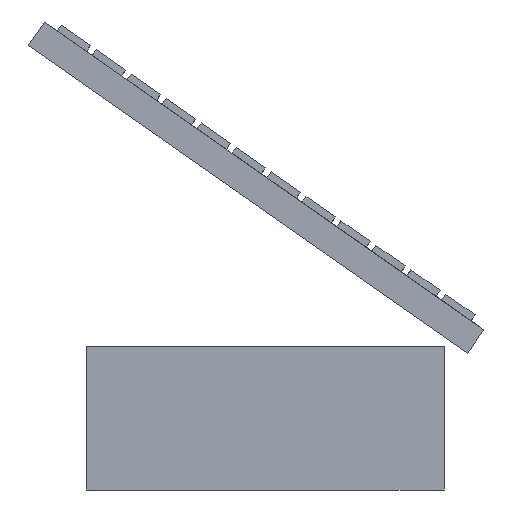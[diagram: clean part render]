
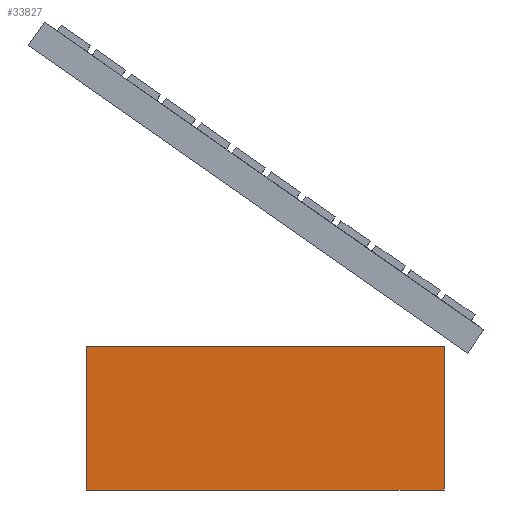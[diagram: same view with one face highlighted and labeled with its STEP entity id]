
A CAD part, left-side view. The second image highlights one B-rep face of the part: STEP entity #33827.
In plain terms, the highlighted planar face has unit normal (-1, 0, 0).
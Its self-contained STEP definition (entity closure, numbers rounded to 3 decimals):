
#1625=FACE_OUTER_BOUND('',#3582,.T.);
#3582=EDGE_LOOP('',(#25524,#25525,#25526,#25527));
#6646=LINE('',#50227,#11027);
#6647=LINE('',#50229,#11028);
#6648=LINE('',#50231,#11029);
#6649=LINE('',#50232,#11030);
#11027=VECTOR('',#41310,10.);
#11028=VECTOR('',#41311,10.);
#11029=VECTOR('',#41312,10.);
#11030=VECTOR('',#41313,10.);
#14855=VERTEX_POINT('',#50225);
#14856=VERTEX_POINT('',#50226);
#14857=VERTEX_POINT('',#50228);
#14858=VERTEX_POINT('',#50230);
#18672=EDGE_CURVE('',#14855,#14856,#6646,.T.);
#18673=EDGE_CURVE('',#14855,#14857,#6647,.T.);
#18674=EDGE_CURVE('',#14858,#14857,#6648,.T.);
#18675=EDGE_CURVE('',#14856,#14858,#6649,.T.);
#25524=ORIENTED_EDGE('',*,*,#18672,.F.);
#25525=ORIENTED_EDGE('',*,*,#18673,.T.);
#25526=ORIENTED_EDGE('',*,*,#18674,.F.);
#25527=ORIENTED_EDGE('',*,*,#18675,.F.);
#31199=PLANE('',#36096);
#33827=ADVANCED_FACE('',(#1625),#31199,.T.);
#36096=AXIS2_PLACEMENT_3D('',#50224,#41308,#41309);
#41308=DIRECTION('center_axis',(-1.,0.,0.));
#41309=DIRECTION('ref_axis',(0.,-1.,0.));
#41310=DIRECTION('',(0.,1.,0.));
#41311=DIRECTION('',(0.,0.,1.));
#41312=DIRECTION('',(0.,-1.,0.));
#41313=DIRECTION('',(0.,0.,1.));
#50224=CARTESIAN_POINT('Origin',(-75.,50.,0.));
#50225=CARTESIAN_POINT('',(-75.,-50.,0.));
#50226=CARTESIAN_POINT('',(-75.,50.,0.));
#50227=CARTESIAN_POINT('',(-75.,-50.,0.));
#50228=CARTESIAN_POINT('',(-75.,-50.,40.));
#50229=CARTESIAN_POINT('',(-75.,-50.,0.));
#50230=CARTESIAN_POINT('',(-75.,50.,40.));
#50231=CARTESIAN_POINT('',(-75.,-50.,40.));
#50232=CARTESIAN_POINT('',(-75.,50.,0.));
